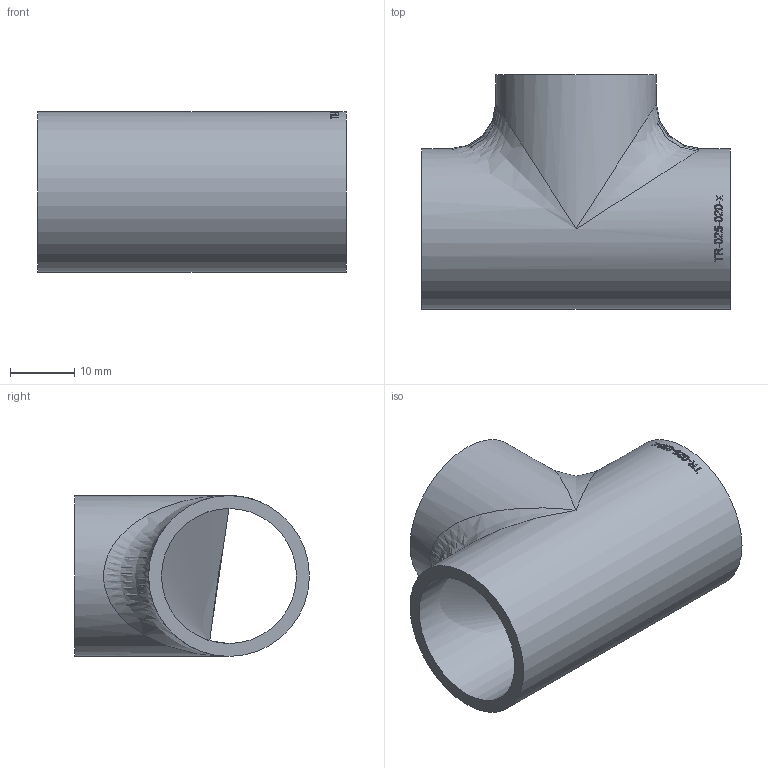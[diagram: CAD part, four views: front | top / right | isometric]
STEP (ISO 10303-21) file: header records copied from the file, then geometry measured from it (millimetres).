
FILE_DESCRIPTION (( 'STEP AP214' ), '1' );
FILE_NAME ('TR-025-020-x T-Stück Ø25,0x2,0 L48 1909.STEP', '2019-09-27T08:17:22', ( '' ), ( '' ), 'SwSTEP 2.0', 'SolidWorks 2016', '' );
FILE_SCHEMA (( 'AUTOMOTIVE_DESIGN' ));
Length unit declared in the file: millimetre
Products named in the file (1): TR-025-020-x T-Stück Ø25,0x2,0 L48 1909
Bounding box: 48 x 36.5 x 25 mm (x, y, z)
Volume: 8166 mm3; surface area: 8594.2 mm2
Topology: 1 solids, 1 shells, 155 faces, 415 edges, 268 vertices
Faces by surface type: bspline 88, plane 45, cylinder 22
Full cylindrical faces by diameter (mm): 21 x2, 25 x2
Entity records: 13129 total; most frequent: CARTESIAN_POINT 8593, ORIENTED_EDGE 784, EDGE_CURVE 392, DIRECTION 312, VERTEX_POINT 262, B_SPLINE_CURVE_WITH_KNOTS 262, EDGE_LOOP 178, FACE_OUTER_BOUND 157
